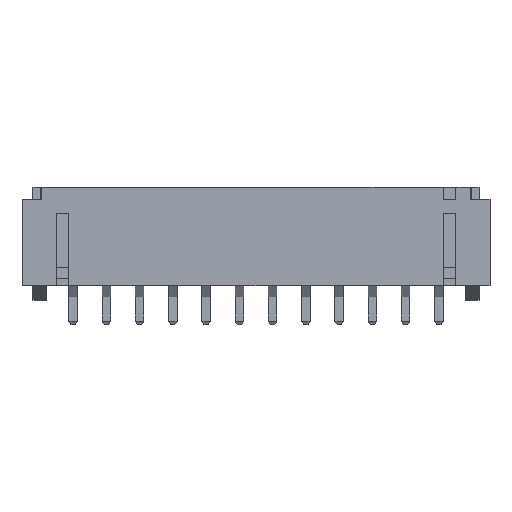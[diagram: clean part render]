
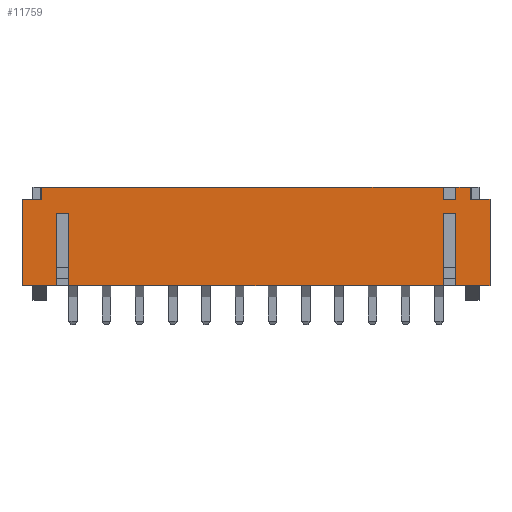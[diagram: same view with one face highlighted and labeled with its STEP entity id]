
A CAD part, top view. The second image highlights one B-rep face of the part: STEP entity #11759.
In plain terms, the highlighted planar face has unit normal (0, 0, 1).
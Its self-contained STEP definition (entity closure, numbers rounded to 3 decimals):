
#410=ORIENTED_EDGE('',*,*,#2837,.F.);
#411=ORIENTED_EDGE('',*,*,#2838,.F.);
#412=ORIENTED_EDGE('',*,*,#2839,.F.);
#413=ORIENTED_EDGE('',*,*,#2800,.F.);
#414=ORIENTED_EDGE('',*,*,#2840,.F.);
#415=ORIENTED_EDGE('',*,*,#2841,.T.);
#416=ORIENTED_EDGE('',*,*,#2842,.T.);
#417=ORIENTED_EDGE('',*,*,#2824,.T.);
#418=ORIENTED_EDGE('',*,*,#2843,.T.);
#419=ORIENTED_EDGE('',*,*,#2844,.T.);
#420=ORIENTED_EDGE('',*,*,#2845,.T.);
#421=ORIENTED_EDGE('',*,*,#2846,.T.);
#422=ORIENTED_EDGE('',*,*,#2847,.T.);
#423=ORIENTED_EDGE('',*,*,#2848,.T.);
#424=ORIENTED_EDGE('',*,*,#2849,.T.);
#425=ORIENTED_EDGE('',*,*,#2836,.T.);
#426=ORIENTED_EDGE('',*,*,#2850,.T.);
#427=ORIENTED_EDGE('',*,*,#2851,.F.);
#428=ORIENTED_EDGE('',*,*,#2852,.T.);
#429=ORIENTED_EDGE('',*,*,#2796,.F.);
#2796=EDGE_CURVE('',#4009,#4010,#4789,.T.);
#2800=EDGE_CURVE('',#4013,#4014,#4793,.T.);
#2824=EDGE_CURVE('',#4037,#4036,#4817,.T.);
#2836=EDGE_CURVE('',#4030,#4048,#4829,.T.);
#2837=EDGE_CURVE('',#4049,#4009,#4830,.T.);
#2838=EDGE_CURVE('',#4050,#4049,#4831,.T.);
#2839=EDGE_CURVE('',#4014,#4050,#4832,.T.);
#2840=EDGE_CURVE('',#4051,#4013,#4833,.T.);
#2841=EDGE_CURVE('',#4051,#4052,#4834,.T.);
#2842=EDGE_CURVE('',#4052,#4037,#4835,.T.);
#2843=EDGE_CURVE('',#4036,#4053,#4836,.T.);
#2844=EDGE_CURVE('',#4053,#4054,#4837,.T.);
#2845=EDGE_CURVE('',#4054,#4055,#4838,.T.);
#2846=EDGE_CURVE('',#4055,#4056,#4839,.T.);
#2847=EDGE_CURVE('',#4056,#4057,#4840,.T.);
#2848=EDGE_CURVE('',#4057,#4058,#4841,.T.);
#2849=EDGE_CURVE('',#4058,#4030,#4842,.T.);
#2850=EDGE_CURVE('',#4048,#4059,#4843,.T.);
#2851=EDGE_CURVE('',#4060,#4059,#4844,.T.);
#2852=EDGE_CURVE('',#4060,#4010,#4845,.T.);
#4009=VERTEX_POINT('',#14662);
#4010=VERTEX_POINT('',#14664);
#4013=VERTEX_POINT('',#14670);
#4014=VERTEX_POINT('',#14672);
#4030=VERTEX_POINT('',#14709);
#4036=VERTEX_POINT('',#14721);
#4037=VERTEX_POINT('',#14723);
#4048=VERTEX_POINT('',#14745);
#4049=VERTEX_POINT('',#14749);
#4050=VERTEX_POINT('',#14751);
#4051=VERTEX_POINT('',#14754);
#4052=VERTEX_POINT('',#14756);
#4053=VERTEX_POINT('',#14759);
#4054=VERTEX_POINT('',#14761);
#4055=VERTEX_POINT('',#14763);
#4056=VERTEX_POINT('',#14765);
#4057=VERTEX_POINT('',#14767);
#4058=VERTEX_POINT('',#14769);
#4059=VERTEX_POINT('',#14772);
#4060=VERTEX_POINT('',#14774);
#4789=LINE('',#14663,#5738);
#4793=LINE('',#14671,#5742);
#4817=LINE('',#14722,#5766);
#4829=LINE('',#14746,#5778);
#4830=LINE('',#14748,#5779);
#4831=LINE('',#14750,#5780);
#4832=LINE('',#14752,#5781);
#4833=LINE('',#14753,#5782);
#4834=LINE('',#14755,#5783);
#4835=LINE('',#14757,#5784);
#4836=LINE('',#14758,#5785);
#4837=LINE('',#14760,#5786);
#4838=LINE('',#14762,#5787);
#4839=LINE('',#14764,#5788);
#4840=LINE('',#14766,#5789);
#4841=LINE('',#14768,#5790);
#4842=LINE('',#14770,#5791);
#4843=LINE('',#14771,#5792);
#4844=LINE('',#14773,#5793);
#4845=LINE('',#14775,#5794);
#5738=VECTOR('',#12771,1000.);
#5742=VECTOR('',#12775,1000.);
#5766=VECTOR('',#12807,1000.);
#5778=VECTOR('',#12819,1000.);
#5779=VECTOR('',#12822,1000.);
#5780=VECTOR('',#12823,1000.);
#5781=VECTOR('',#12824,1000.);
#5782=VECTOR('',#12825,1000.);
#5783=VECTOR('',#12826,1000.);
#5784=VECTOR('',#12827,1000.);
#5785=VECTOR('',#12828,1000.);
#5786=VECTOR('',#12829,1000.);
#5787=VECTOR('',#12830,1000.);
#5788=VECTOR('',#12831,1000.);
#5789=VECTOR('',#12832,1000.);
#5790=VECTOR('',#12833,1000.);
#5791=VECTOR('',#12834,1000.);
#5792=VECTOR('',#12835,1000.);
#5793=VECTOR('',#12836,1000.);
#5794=VECTOR('',#12837,1000.);
#6677=EDGE_LOOP('',(#410,#411,#412,#413,#414,#415,#416,#417,#418,#419,#420,
#421,#422,#423,#424,#425,#426,#427,#428,#429));
#7222=FACE_BOUND('',#6677,.T.);
#7766=PLANE('',#12288);
#11759=ADVANCED_FACE('',(#7222),#7766,.T.);
#12288=AXIS2_PLACEMENT_3D('',#14747,#12820,#12821);
#12771=DIRECTION('',(1.,0.,0.));
#12775=DIRECTION('',(1.,0.,0.));
#12807=DIRECTION('',(1.,0.,0.));
#12819=DIRECTION('',(1.,0.,0.));
#12820=DIRECTION('',(0.,0.,1.));
#12821=DIRECTION('',(1.,0.,0.));
#12822=DIRECTION('',(0.,1.,0.));
#12823=DIRECTION('',(1.,0.,0.));
#12824=DIRECTION('',(0.,-1.,0.));
#12825=DIRECTION('',(0.,1.,0.));
#12826=DIRECTION('',(-1.,0.,0.));
#12827=DIRECTION('',(0.,-1.,0.));
#12828=DIRECTION('',(0.,1.,0.));
#12829=DIRECTION('',(1.,0.,0.));
#12830=DIRECTION('',(0.,-1.,0.));
#12831=DIRECTION('',(1.,0.,0.));
#12832=DIRECTION('',(0.,1.,0.));
#12833=DIRECTION('',(1.,0.,0.));
#12834=DIRECTION('',(0.,-1.,0.));
#12835=DIRECTION('',(0.,1.,0.));
#12836=DIRECTION('',(1.,0.,0.));
#12837=DIRECTION('',(0.,1.,0.));
#14662=CARTESIAN_POINT('',(12.016,8.255,5.385));
#14663=CARTESIAN_POINT('',(-12.905,8.255,5.385));
#14664=CARTESIAN_POINT('',(12.905,8.255,5.385));
#14670=CARTESIAN_POINT('',(-12.905,8.255,5.385));
#14671=CARTESIAN_POINT('',(-12.905,8.255,5.385));
#14672=CARTESIAN_POINT('',(11.254,8.255,5.385));
#14709=CARTESIAN_POINT('',(12.016,2.337,5.385));
#14721=CARTESIAN_POINT('',(-12.016,2.337,5.385));
#14722=CARTESIAN_POINT('',(-12.905,2.337,5.385));
#14723=CARTESIAN_POINT('',(-14.073,2.337,5.385));
#14745=CARTESIAN_POINT('',(14.073,2.337,5.385));
#14746=CARTESIAN_POINT('',(-12.905,2.337,5.385));
#14747=CARTESIAN_POINT('',(-12.905,2.337,5.385));
#14748=CARTESIAN_POINT('',(12.016,7.521,5.385));
#14749=CARTESIAN_POINT('',(12.016,7.521,5.385));
#14750=CARTESIAN_POINT('',(11.254,7.521,5.385));
#14751=CARTESIAN_POINT('',(11.254,7.521,5.385));
#14752=CARTESIAN_POINT('',(11.254,7.521,5.385));
#14753=CARTESIAN_POINT('',(-12.905,2.337,5.385));
#14754=CARTESIAN_POINT('',(-12.905,7.521,5.385));
#14755=CARTESIAN_POINT('',(-12.6,7.521,5.385));
#14756=CARTESIAN_POINT('',(-14.073,7.521,5.385));
#14757=CARTESIAN_POINT('',(-14.073,7.521,5.385));
#14758=CARTESIAN_POINT('',(-12.016,2.337,5.385));
#14759=CARTESIAN_POINT('',(-12.016,6.655,5.385));
#14760=CARTESIAN_POINT('',(-12.016,6.655,5.385));
#14761=CARTESIAN_POINT('',(-11.254,6.655,5.385));
#14762=CARTESIAN_POINT('',(-11.254,6.655,5.385));
#14763=CARTESIAN_POINT('',(-11.254,2.337,5.385));
#14764=CARTESIAN_POINT('',(-12.905,2.337,5.385));
#14765=CARTESIAN_POINT('',(11.254,2.337,5.385));
#14766=CARTESIAN_POINT('',(11.254,2.337,5.385));
#14767=CARTESIAN_POINT('',(11.254,6.655,5.385));
#14768=CARTESIAN_POINT('',(11.254,6.655,5.385));
#14769=CARTESIAN_POINT('',(12.016,6.655,5.385));
#14770=CARTESIAN_POINT('',(12.016,6.655,5.385));
#14771=CARTESIAN_POINT('',(14.073,2.337,5.385));
#14772=CARTESIAN_POINT('',(14.073,7.521,5.385));
#14773=CARTESIAN_POINT('',(12.6,7.521,5.385));
#14774=CARTESIAN_POINT('',(12.905,7.521,5.385));
#14775=CARTESIAN_POINT('',(12.905,2.337,5.385));
